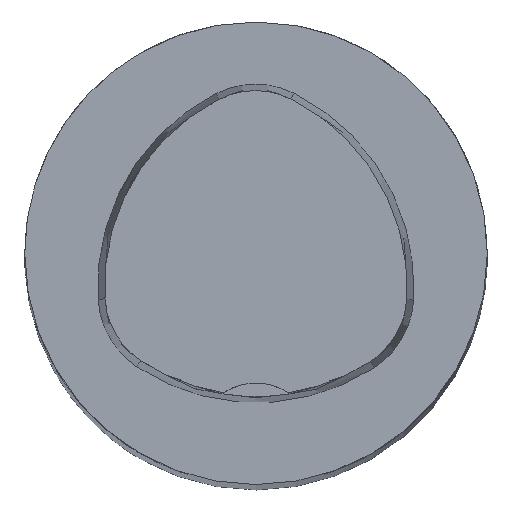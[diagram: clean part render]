
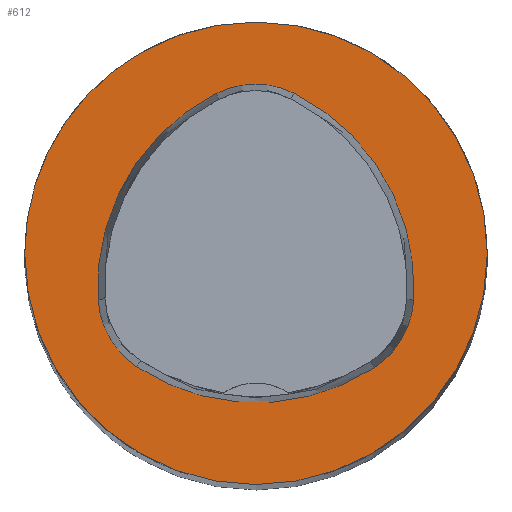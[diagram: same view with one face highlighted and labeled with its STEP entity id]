
A CAD part, top view. The second image highlights one B-rep face of the part: STEP entity #612.
In plain terms, the highlighted planar face has unit normal (0, 0, 1).
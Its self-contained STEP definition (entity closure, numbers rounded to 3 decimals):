
#47=PLANE('',#5719);
#612=ADVANCED_FACE('',(#1213,#1214),#47,.T.);
#1096=CIRCLE('',#5683,16.);
#1099=CIRCLE('',#5697,15.);
#1101=CIRCLE('',#5700,6.);
#1103=CIRCLE('',#5703,15.);
#1105=CIRCLE('',#5706,6.);
#1109=CIRCLE('',#5711,15.);
#1111=CIRCLE('',#5714,6.);
#1213=FACE_BOUND('',#1273,.T.);
#1214=FACE_BOUND('',#1274,.T.);
#1273=EDGE_LOOP('',(#1673,#1674,#1675,#1676,#1677,#1678));
#1274=EDGE_LOOP('',(#1679));
#1673=ORIENTED_EDGE('',*,*,#3841,.T.);
#1674=ORIENTED_EDGE('',*,*,#3821,.T.);
#1675=ORIENTED_EDGE('',*,*,#3825,.T.);
#1676=ORIENTED_EDGE('',*,*,#3828,.T.);
#1677=ORIENTED_EDGE('',*,*,#3831,.T.);
#1678=ORIENTED_EDGE('',*,*,#3839,.T.);
#1679=ORIENTED_EDGE('',*,*,#3795,.F.);
#3245=VERTEX_POINT('',#7506);
#3271=VERTEX_POINT('',#7763);
#3272=VERTEX_POINT('',#7764);
#3275=VERTEX_POINT('',#7772);
#3277=VERTEX_POINT('',#7778);
#3279=VERTEX_POINT('',#7784);
#3286=VERTEX_POINT('',#7805);
#3795=EDGE_CURVE('',#3245,#3245,#1096,.T.);
#3821=EDGE_CURVE('',#3271,#3272,#1099,.T.);
#3825=EDGE_CURVE('',#3272,#3275,#1101,.T.);
#3828=EDGE_CURVE('',#3275,#3277,#1103,.T.);
#3831=EDGE_CURVE('',#3277,#3279,#1105,.T.);
#3839=EDGE_CURVE('',#3279,#3286,#1109,.T.);
#3841=EDGE_CURVE('',#3286,#3271,#1111,.T.);
#5683=AXIS2_PLACEMENT_3D('',#7505,#6124,#6125);
#5697=AXIS2_PLACEMENT_3D('',#7762,#6160,#6161);
#5700=AXIS2_PLACEMENT_3D('',#7771,#6168,#6169);
#5703=AXIS2_PLACEMENT_3D('',#7777,#6175,#6176);
#5706=AXIS2_PLACEMENT_3D('',#7783,#6182,#6183);
#5711=AXIS2_PLACEMENT_3D('',#7806,#6194,#6195);
#5714=AXIS2_PLACEMENT_3D('',#7809,#6200,#6201);
#5719=AXIS2_PLACEMENT_3D('',#7814,#6210,#6211);
#6124=DIRECTION('',(0.,0.,-1.));
#6125=DIRECTION('',(-1.,0.,0.));
#6160=DIRECTION('',(0.,0.,-1.));
#6161=DIRECTION('',(-1.,0.,0.));
#6168=DIRECTION('',(0.,0.,-1.));
#6169=DIRECTION('',(-1.,0.,0.));
#6175=DIRECTION('',(0.,0.,-1.));
#6176=DIRECTION('',(-1.,0.,0.));
#6182=DIRECTION('',(0.,0.,-1.));
#6183=DIRECTION('',(-1.,0.,0.));
#6194=DIRECTION('',(0.,0.,-1.));
#6195=DIRECTION('',(-1.,0.,0.));
#6200=DIRECTION('',(0.,0.,-1.));
#6201=DIRECTION('',(-1.,0.,0.));
#6210=DIRECTION('',(0.,0.,1.));
#6211=DIRECTION('',(1.,0.,0.));
#7505=CARTESIAN_POINT('',(0.,0.,0.));
#7506=CARTESIAN_POINT('',(-16.,0.,0.));
#7762=CARTESIAN_POINT('',(4.048,-2.316,0.));
#7763=CARTESIAN_POINT('',(-10.926,-3.206,0.));
#7764=CARTESIAN_POINT('',(-2.774,11.043,0.));
#7771=CARTESIAN_POINT('',(-0.045,5.7,0.));
#7772=CARTESIAN_POINT('',(2.638,11.066,0.));
#7777=CARTESIAN_POINT('',(-4.07,-2.35,0.));
#7778=CARTESIAN_POINT('',(10.903,-3.249,0.));
#7783=CARTESIAN_POINT('',(4.914,-2.889,0.));
#7784=CARTESIAN_POINT('',(8.177,-7.924,0.));
#7805=CARTESIAN_POINT('',(-8.24,-7.859,0.));
#7806=CARTESIAN_POINT('',(0.019,4.663,0.));
#7809=CARTESIAN_POINT('',(-4.936,-2.85,0.));
#7814=CARTESIAN_POINT('',(0.,0.,0.));
